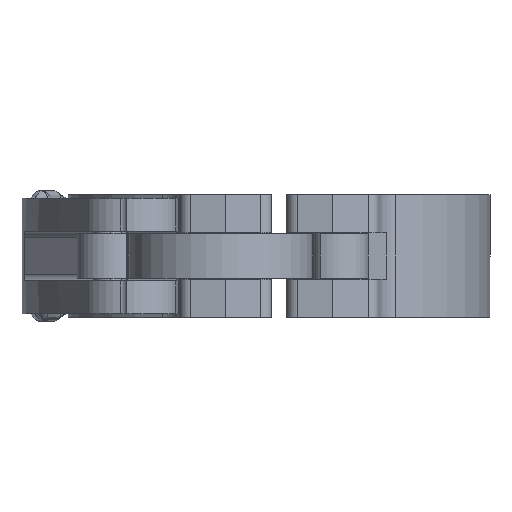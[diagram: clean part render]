
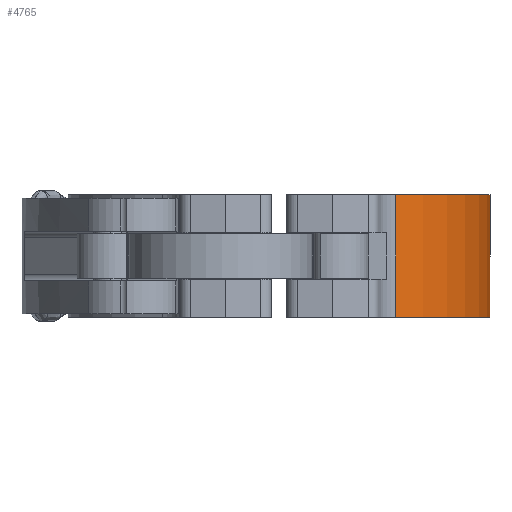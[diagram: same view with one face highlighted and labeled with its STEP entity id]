
A CAD part, front view. The second image highlights one B-rep face of the part: STEP entity #4765.
In plain terms, the highlighted cylindrical face has radius 27.5 mm (diameter 55 mm), a partial arc.
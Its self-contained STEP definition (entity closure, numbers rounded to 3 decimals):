
#104 = DIRECTION ( 'NONE',  ( 0., 0., 1. ) ) ;
#343 = DIRECTION ( 'NONE',  ( 0., 0., 1. ) ) ;
#643 = EDGE_CURVE ( 'NONE', #6223, #3624, #2012, .T. ) ;
#848 = VECTOR ( 'NONE', #1553, 1000. ) ;
#1101 = FACE_OUTER_BOUND ( 'NONE', #4043, .T. ) ;
#1535 = CARTESIAN_POINT ( 'NONE',  ( 0., 0., 8. ) ) ;
#1553 = DIRECTION ( 'NONE',  ( 0., 0., -1. ) ) ;
#1590 = CARTESIAN_POINT ( 'NONE',  ( 15.231, -22.897, 8. ) ) ;
#1735 = CIRCLE ( 'NONE', #5168, 27.5 ) ;
#1791 = CARTESIAN_POINT ( 'NONE',  ( 18.535, 20.315, 8. ) ) ;
#2012 = CIRCLE ( 'NONE', #3120, 27.5 ) ;
#2066 = LINE ( 'NONE', #7430, #5844 ) ;
#2250 = DIRECTION ( 'NONE',  ( -1., 0., 0. ) ) ;
#2663 = ORIENTED_EDGE ( 'NONE', *, *, #8805, .T. ) ;
#2931 = CARTESIAN_POINT ( 'NONE',  ( 15.231, -22.897, -8. ) ) ;
#2999 = EDGE_CURVE ( 'NONE', #3751, #8045, #1735, .T. ) ;
#3120 = AXIS2_PLACEMENT_3D ( 'NONE', #4367, #104, #5073 ) ;
#3605 = DIRECTION ( 'NONE',  ( -1., 0., 0. ) ) ;
#3624 = VERTEX_POINT ( 'NONE', #8719 ) ;
#3723 = EDGE_CURVE ( 'NONE', #3624, #3751, #2066, .T. ) ;
#3751 = VERTEX_POINT ( 'NONE', #1791 ) ;
#3939 = AXIS2_PLACEMENT_3D ( 'NONE', #5683, #7849, #3605 ) ;
#4043 = EDGE_LOOP ( 'NONE', ( #8657, #2663, #7188, #6718 ) ) ;
#4367 = CARTESIAN_POINT ( 'NONE',  ( 0., 0., -8. ) ) ;
#4765 = ADVANCED_FACE ( 'NONE', ( #1101 ), #6539, .T. ) ;
#5073 = DIRECTION ( 'NONE',  ( -1., 0., 0. ) ) ;
#5168 = AXIS2_PLACEMENT_3D ( 'NONE', #1535, #6504, #2250 ) ;
#5683 = CARTESIAN_POINT ( 'NONE',  ( 0., 0., 0. ) ) ;
#5806 = CARTESIAN_POINT ( 'NONE',  ( 15.231, -22.897, 0. ) ) ;
#5844 = VECTOR ( 'NONE', #343, 1000. ) ;
#6223 = VERTEX_POINT ( 'NONE', #2931 ) ;
#6285 = LINE ( 'NONE', #5806, #848 ) ;
#6504 = DIRECTION ( 'NONE',  ( 0., 0., -1. ) ) ;
#6539 = CYLINDRICAL_SURFACE ( 'NONE', #3939, 27.5 ) ;
#6718 = ORIENTED_EDGE ( 'NONE', *, *, #3723, .T. ) ;
#7188 = ORIENTED_EDGE ( 'NONE', *, *, #643, .T. ) ;
#7430 = CARTESIAN_POINT ( 'NONE',  ( 18.535, 20.315, 0. ) ) ;
#7849 = DIRECTION ( 'NONE',  ( 0., 0., -1. ) ) ;
#8045 = VERTEX_POINT ( 'NONE', #1590 ) ;
#8657 = ORIENTED_EDGE ( 'NONE', *, *, #2999, .T. ) ;
#8719 = CARTESIAN_POINT ( 'NONE',  ( 18.535, 20.315, -8. ) ) ;
#8805 = EDGE_CURVE ( 'NONE', #8045, #6223, #6285, .T. ) ;
